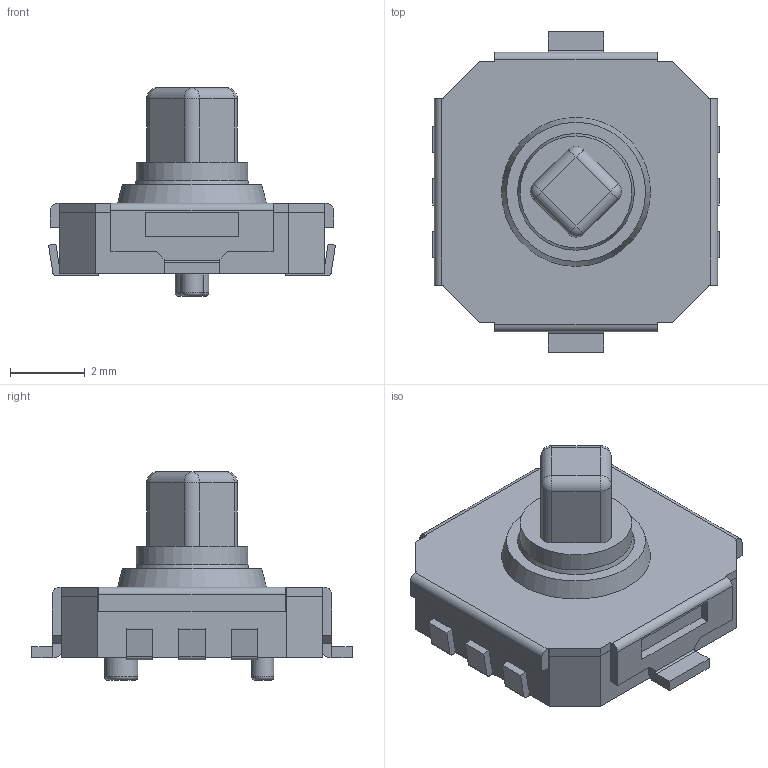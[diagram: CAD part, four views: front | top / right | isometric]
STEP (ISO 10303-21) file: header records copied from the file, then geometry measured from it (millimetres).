
FILE_DESCRIPTION(('FreeCAD Model'),'2;1');
FILE_NAME('K1-5202UA-03.step', '2019-11-29T15:32:45',('Author'),(''), 'Open CASCADE STEP processor 7.2','FreeCAD','Unknown');
FILE_SCHEMA(('AUTOMOTIVE_DESIGN { 1 0 10303 214 1 1 1 1 }'));
Length unit declared in the file: millimetre
Products named in the file (5): K1-5202UA-03; Shield; Stick; Contacts; Base
Assembly tree (4 placements, depth 2):
  K1-5202UA-03
    Shield
    Stick
    Contacts
    Base
Bounding box: 7.7 x 8.6 x 5.6 mm (x, y, z)
Volume: 124.9 mm3; surface area: 398 mm2
Topology: 4 solids, 4 shells, 173 faces, 463 edges, 297 vertices
Faces by surface type: plane 133, cylinder 31, sphere 4, cone 3, torus 2
Full cylindrical faces by diameter (mm): 0.6 x1, 0.9 x1, 3 x1
Entity records: 5416 total; most frequent: CARTESIAN_POINT 934, ORIENTED_EDGE 918, DIRECTION 886, EDGE_CURVE 459, LINE 388, VECTOR 388, VERTEX_POINT 297, AXIS2_PLACEMENT_3D 249
